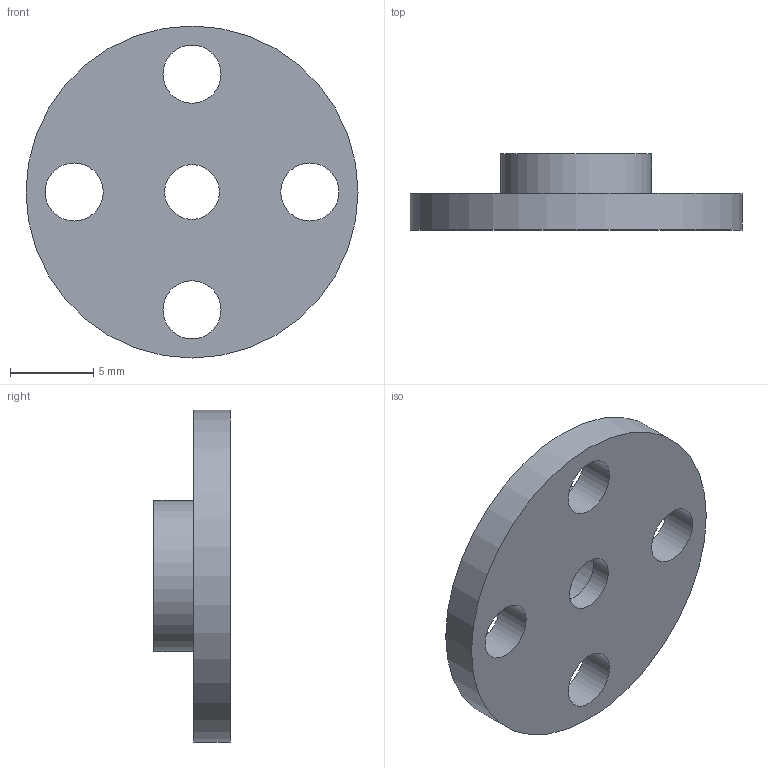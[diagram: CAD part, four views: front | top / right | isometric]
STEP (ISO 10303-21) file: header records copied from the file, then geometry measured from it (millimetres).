
FILE_DESCRIPTION(/* description */ (''),/* implementation_level */ '2;1');
FILE_NAME(/* name */ 'Hub_torque.stp',/* time_stamp */ '2020-04-09T17:31:32+02:00',/* author */ ('Sebi'),/* organization */ (''),/* preprocessor_version */ 'ST-DEVELOPER v17.2',/* originating_system */ 'Autodesk Inventor 2019',/* authorisation */ '');
FILE_SCHEMA (('AUTOMOTIVE_DESIGN { 1 0 10303 214 3 1 1 }'));
Length unit declared in the file: millimetre
Products named in the file (1): Torque_Hub
Bounding box: 20 x 4.6 x 20 mm (x, y, z)
Volume: 672.3 mm3; surface area: 908.7 mm2
Topology: 1 solids, 1 shells, 12 faces, 36 edges, 28 vertices
Faces by surface type: cylinder 8, plane 4
Full cylindrical faces by diameter (mm): 3.3 x1, 3.5 x4, 5.5 x1, 9.1 x1, 20 x1
Entity records: 505 total; most frequent: DIRECTION 90, CARTESIAN_POINT 77, ORIENTED_EDGE 72, AXIS2_PLACEMENT_3D 41, EDGE_CURVE 36, CIRCLE 28, VERTEX_POINT 28, EDGE_LOOP 24
